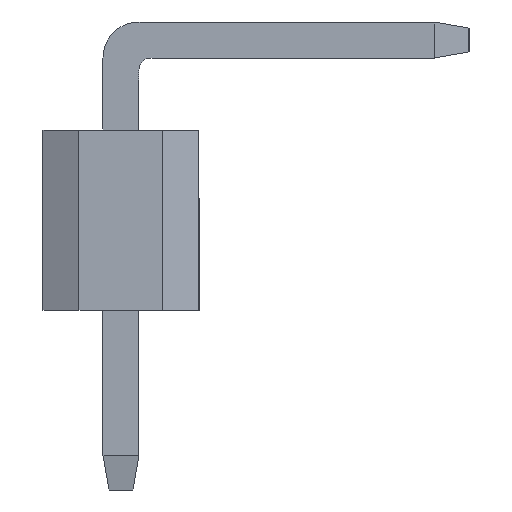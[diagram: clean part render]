
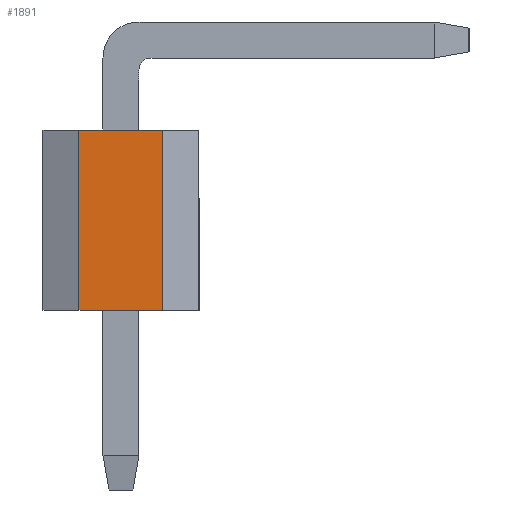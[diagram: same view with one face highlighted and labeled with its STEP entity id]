
A CAD part, left-side view. The second image highlights one B-rep face of the part: STEP entity #1891.
In plain terms, the highlighted planar face has unit normal (-1, 0, 0).
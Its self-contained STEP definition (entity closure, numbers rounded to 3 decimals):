
#58 = CARTESIAN_POINT ( 'NONE',  ( -20., 0.35, 1.5 ) ) ;
#90 = DIRECTION ( 'NONE',  ( 0., -1., 0. ) ) ;
#1428 = DIRECTION ( 'NONE',  ( 0., 0., -1. ) ) ;
#1572 = VECTOR ( 'NONE', #5244, 1000. ) ;
#1625 = ORIENTED_EDGE ( 'NONE', *, *, #2877, .T. ) ;
#1798 = CARTESIAN_POINT ( 'NONE',  ( -20., 0.35, 0. ) ) ;
#1891 = ADVANCED_FACE ( 'NONE', ( #7755 ), #2047, .F. ) ;
#2047 = PLANE ( 'NONE',  #6890 ) ;
#2709 = LINE ( 'NONE', #5750, #1572 ) ;
#2877 = EDGE_CURVE ( 'NONE', #7135, #2934, #6189, .T. ) ;
#2934 = VERTEX_POINT ( 'NONE', #5567 ) ;
#2947 = DIRECTION ( 'NONE',  ( 0., 0., 1. ) ) ;
#3119 = ORIENTED_EDGE ( 'NONE', *, *, #6736, .T. ) ;
#3185 = CARTESIAN_POINT ( 'NONE',  ( -20., -0.65, 1.5 ) ) ;
#3208 = CARTESIAN_POINT ( 'NONE',  ( -20., -0.65, 1.5 ) ) ;
#3279 = VERTEX_POINT ( 'NONE', #4568 ) ;
#3636 = DIRECTION ( 'NONE',  ( 0., 0., 1. ) ) ;
#3824 = VECTOR ( 'NONE', #2947, 1000. ) ;
#3859 = EDGE_LOOP ( 'NONE', ( #3119, #1625, #6232, #5951 ) ) ;
#4036 = VERTEX_POINT ( 'NONE', #58 ) ;
#4193 = CARTESIAN_POINT ( 'NONE',  ( -20., -0.35, 0. ) ) ;
#4298 = VECTOR ( 'NONE', #90, 1000. ) ;
#4568 = CARTESIAN_POINT ( 'NONE',  ( -20., 0.35, 0. ) ) ;
#4580 = DIRECTION ( 'NONE',  ( 1., 0., 0. ) ) ;
#4687 = VECTOR ( 'NONE', #3636, 1000. ) ;
#5244 = DIRECTION ( 'NONE',  ( 0., -1., 0. ) ) ;
#5428 = EDGE_CURVE ( 'NONE', #3279, #4036, #8043, .T. ) ;
#5497 = CARTESIAN_POINT ( 'NONE',  ( -20., -0.35, 0. ) ) ;
#5567 = CARTESIAN_POINT ( 'NONE',  ( -20., -0.35, 1.5 ) ) ;
#5750 = CARTESIAN_POINT ( 'NONE',  ( -20., -0.65, 0. ) ) ;
#5867 = EDGE_CURVE ( 'NONE', #4036, #2934, #6324, .T. ) ;
#5951 = ORIENTED_EDGE ( 'NONE', *, *, #5428, .F. ) ;
#6189 = LINE ( 'NONE', #4193, #3824 ) ;
#6232 = ORIENTED_EDGE ( 'NONE', *, *, #5867, .F. ) ;
#6324 = LINE ( 'NONE', #3208, #4298 ) ;
#6736 = EDGE_CURVE ( 'NONE', #3279, #7135, #2709, .T. ) ;
#6890 = AXIS2_PLACEMENT_3D ( 'NONE', #3185, #4580, #1428 ) ;
#7135 = VERTEX_POINT ( 'NONE', #5497 ) ;
#7755 = FACE_OUTER_BOUND ( 'NONE', #3859, .T. ) ;
#8043 = LINE ( 'NONE', #1798, #4687 ) ;
